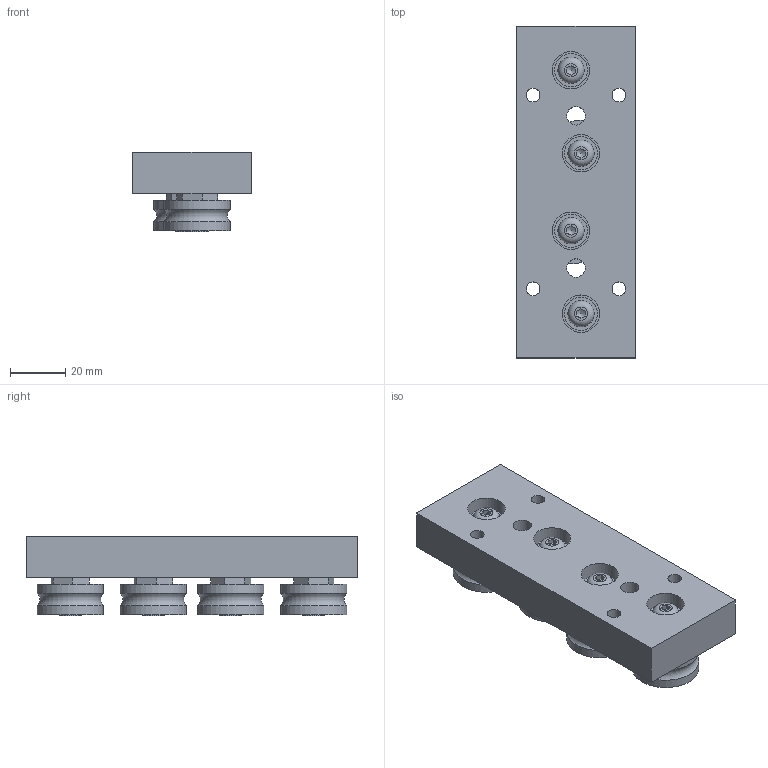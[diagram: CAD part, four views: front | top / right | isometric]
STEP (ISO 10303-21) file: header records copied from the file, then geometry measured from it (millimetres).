
FILE_DESCRIPTION(/* description */ ('CARRELLO IL43 4 ROT L=120'),/* implementation_level */ '2;1');
FILE_NAME(/* name */ 'GCARO0000041.stp',/* time_stamp */ '2022-07-28T14:56:17+02:00',/* author */ ('tecnico3.vi'),/* organization */ (''),/* preprocessor_version */ 'ST-DEVELOPER v18.1',/* originating_system */ 'Autodesk Inventor 2022',/* authorisation */ '');
FILE_SCHEMA (('AUTOMOTIVE_DESIGN { 1 0 10303 214 3 1 1 }'));
Length unit declared in the file: millimetre
Products named in the file (10): 550000005888; DPSCA0000259; !DM23.524.01E!!!; !DM70PRR0006!!!; !80RT00002!!!; !DM23.524.01C!!!; !DM70PRR0005!!!; !80RT00002!!!_1; 25.550.00; DM80VI0042-A
Assembly tree (17 placements, depth 3):
  550000005888
    DPSCA0000259
    !DM23.524.01C!!!  x2
      !DM70PRR0005!!!
      !80RT00002!!!_1
    !DM23.524.01E!!!  x2
      !DM70PRR0006!!!
      !80RT00002!!!
    25.550.00  x4
    DM80VI0042-A  x4
Bounding box: 43 x 120 x 28.9 mm (x, y, z)
Volume: 92468.7 mm3; surface area: 32319.9 mm2
Topology: 17 solids, 17 shells, 212 faces, 434 edges, 288 vertices
Faces by surface type: plane 118, cylinder 70, cone 12, torus 12
Full cylindrical faces by diameter (mm): 4.134 x4, 4.917 x4, 5 x4, 6.4 x4, 6.647 x2, 8 x16, 9.5 x4, 12 x12, 13.5 x4, 19 x8, 24 x8
Entity records: 3131 total; most frequent: DIRECTION 534, CARTESIAN_POINT 473, ORIENTED_EDGE 398, AXIS2_PLACEMENT_3D 216, EDGE_CURVE 199, EDGE_LOOP 145, VERTEX_POINT 134, LINE 102
